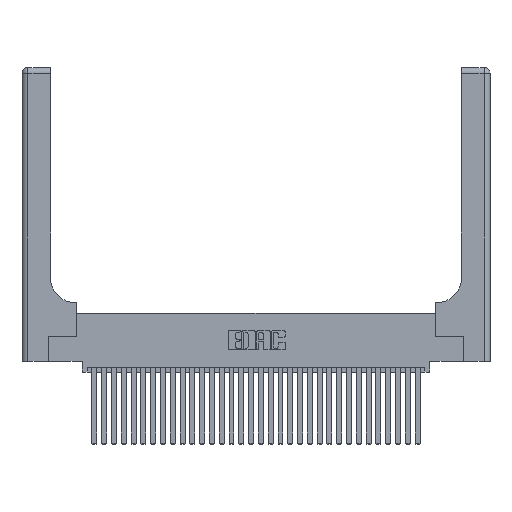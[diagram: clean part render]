
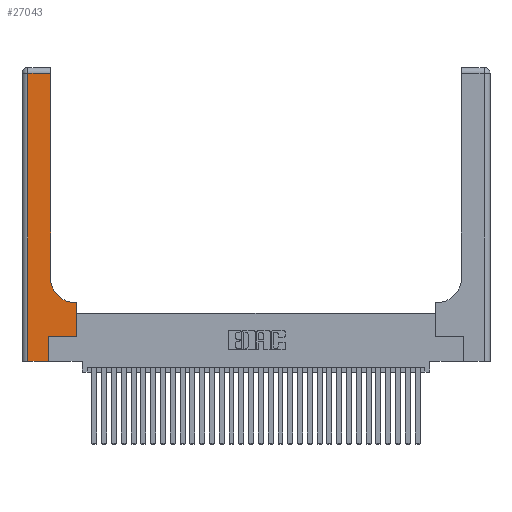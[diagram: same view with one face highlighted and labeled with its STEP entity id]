
A CAD part, top view. The second image highlights one B-rep face of the part: STEP entity #27043.
In plain terms, the highlighted planar face has unit normal (0, 0, 1).
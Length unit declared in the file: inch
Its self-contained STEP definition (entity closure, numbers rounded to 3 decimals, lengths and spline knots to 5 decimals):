
#36 = VERTEX_POINT ( 'NONE', #32018 ) ;
#770 = LINE ( 'NONE', #4696, #6371 ) ;
#776 = CARTESIAN_POINT ( 'NONE',  ( 0.269, 0.25, 0.37 ) ) ;
#933 = EDGE_CURVE ( 'NONE', #36, #5955, #22205, .T. ) ;
#2387 = CARTESIAN_POINT ( 'NONE',  ( 0.06, 3., 0.37 ) ) ;
#2798 = LINE ( 'NONE', #11432, #9592 ) ;
#2938 = VECTOR ( 'NONE', #13291, 39.37008 ) ;
#3113 = VECTOR ( 'NONE', #11770, 39.37008 ) ;
#3268 = VERTEX_POINT ( 'NONE', #776 ) ;
#4109 = DIRECTION ( 'NONE',  ( -1., 0., 0. ) ) ;
#4138 = LINE ( 'NONE', #21197, #31533 ) ;
#4696 = CARTESIAN_POINT ( 'NONE',  ( 0.269, 0., 0.37 ) ) ;
#4732 = EDGE_CURVE ( 'NONE', #30996, #14738, #9730, .T. ) ;
#4741 = CARTESIAN_POINT ( 'NONE',  ( 0.2915, 0.6, 0.37 ) ) ;
#5929 = ORIENTED_EDGE ( 'NONE', *, *, #933, .T. ) ;
#5955 = VERTEX_POINT ( 'NONE', #30770 ) ;
#5997 = DIRECTION ( 'NONE',  ( -1., 0., 0. ) ) ;
#6085 = EDGE_CURVE ( 'NONE', #3268, #30996, #17184, .T. ) ;
#6371 = VECTOR ( 'NONE', #9465, 39.37008 ) ;
#7230 = CARTESIAN_POINT ( 'NONE',  ( 0.2915, 0.85, 0.37 ) ) ;
#8105 = VERTEX_POINT ( 'NONE', #7230 ) ;
#8279 = ORIENTED_EDGE ( 'NONE', *, *, #4732, .T. ) ;
#8355 = LINE ( 'NONE', #4741, #25806 ) ;
#8458 = DIRECTION ( 'NONE',  ( 1., 0., 0. ) ) ;
#9102 = CARTESIAN_POINT ( 'NONE',  ( 0., 3., 0.37 ) ) ;
#9176 = AXIS2_PLACEMENT_3D ( 'NONE', #31223, #16013, #28887 ) ;
#9465 = DIRECTION ( 'NONE',  ( 0., 1., 0. ) ) ;
#9592 = VECTOR ( 'NONE', #19181, 39.37008 ) ;
#9730 = LINE ( 'NONE', #18508, #2938 ) ;
#11432 = CARTESIAN_POINT ( 'NONE',  ( 0., 0., 0.37 ) ) ;
#11770 = DIRECTION ( 'NONE',  ( 0., 1., 0. ) ) ;
#11905 = LINE ( 'NONE', #26930, #3113 ) ;
#13291 = DIRECTION ( 'NONE',  ( 0., 1., 0. ) ) ;
#14738 = VERTEX_POINT ( 'NONE', #18941 ) ;
#15159 = ORIENTED_EDGE ( 'NONE', *, *, #20353, .T. ) ;
#15426 = VECTOR ( 'NONE', #28668, 39.37008 ) ;
#15709 = ORIENTED_EDGE ( 'NONE', *, *, #20891, .T. ) ;
#16013 = DIRECTION ( 'NONE',  ( 0., 0., -1. ) ) ;
#16390 = ORIENTED_EDGE ( 'NONE', *, *, #26890, .T. ) ;
#16754 = DIRECTION ( 'NONE',  ( 0., 0., -1. ) ) ;
#17184 = LINE ( 'NONE', #21004, #28259 ) ;
#17462 = VERTEX_POINT ( 'NONE', #17596 ) ;
#17579 = EDGE_CURVE ( 'NONE', #14738, #20909, #8355, .T. ) ;
#17596 = CARTESIAN_POINT ( 'NONE',  ( 0.269, 0., 0.37 ) ) ;
#18446 = ORIENTED_EDGE ( 'NONE', *, *, #17579, .T. ) ;
#18508 = CARTESIAN_POINT ( 'NONE',  ( 0.5585, 0.25, 0.37 ) ) ;
#18747 = CARTESIAN_POINT ( 'NONE',  ( 0.2915, 2.94, 0.37 ) ) ;
#18941 = CARTESIAN_POINT ( 'NONE',  ( 0.5585, 0.6, 0.37 ) ) ;
#19181 = DIRECTION ( 'NONE',  ( 1., 0., 0. ) ) ;
#19208 = PLANE ( 'NONE',  #22392 ) ;
#20353 = EDGE_CURVE ( 'NONE', #17462, #3268, #770, .T. ) ;
#20716 = VERTEX_POINT ( 'NONE', #18747 ) ;
#20891 = EDGE_CURVE ( 'NONE', #8105, #20716, #11905, .T. ) ;
#20909 = VERTEX_POINT ( 'NONE', #26815 ) ;
#21004 = CARTESIAN_POINT ( 'NONE',  ( 0.269, 0.25, 0.37 ) ) ;
#21197 = CARTESIAN_POINT ( 'NONE',  ( 0., 2.94, 0.37 ) ) ;
#22205 = LINE ( 'NONE', #2387, #15426 ) ;
#22392 = AXIS2_PLACEMENT_3D ( 'NONE', #9102, #16754, #4109 ) ;
#22760 = ORIENTED_EDGE ( 'NONE', *, *, #28527, .T. ) ;
#24006 = ORIENTED_EDGE ( 'NONE', *, *, #24493, .T. ) ;
#24493 = EDGE_CURVE ( 'NONE', #20909, #8105, #26083, .T. ) ;
#25172 = ORIENTED_EDGE ( 'NONE', *, *, #6085, .T. ) ;
#25181 = FACE_OUTER_BOUND ( 'NONE', #26735, .T. ) ;
#25806 = VECTOR ( 'NONE', #32886, 39.37008 ) ;
#26083 = CIRCLE ( 'NONE', #9176, 0.25 ) ;
#26735 = EDGE_LOOP ( 'NONE', ( #15709, #16390, #5929, #22760, #15159, #25172, #8279, #18446, #24006 ) ) ;
#26815 = CARTESIAN_POINT ( 'NONE',  ( 0.5415, 0.6, 0.37 ) ) ;
#26890 = EDGE_CURVE ( 'NONE', #20716, #36, #4138, .T. ) ;
#26930 = CARTESIAN_POINT ( 'NONE',  ( 0.2915, 3., 0.37 ) ) ;
#27043 = ADVANCED_FACE ( 'NONE', ( #25181 ), #19208, .F. ) ;
#28259 = VECTOR ( 'NONE', #8458, 39.37008 ) ;
#28527 = EDGE_CURVE ( 'NONE', #5955, #17462, #2798, .T. ) ;
#28668 = DIRECTION ( 'NONE',  ( 0., -1., 0. ) ) ;
#28739 = CARTESIAN_POINT ( 'NONE',  ( 0.5585, 0.25, 0.37 ) ) ;
#28887 = DIRECTION ( 'NONE',  ( 1., 0., 0. ) ) ;
#30770 = CARTESIAN_POINT ( 'NONE',  ( 0.06, 0., 0.37 ) ) ;
#30996 = VERTEX_POINT ( 'NONE', #28739 ) ;
#31223 = CARTESIAN_POINT ( 'NONE',  ( 0.5415, 0.85, 0.37 ) ) ;
#31533 = VECTOR ( 'NONE', #5997, 39.37008 ) ;
#32018 = CARTESIAN_POINT ( 'NONE',  ( 0.06, 2.94, 0.37 ) ) ;
#32886 = DIRECTION ( 'NONE',  ( -1., 0., 0. ) ) ;
